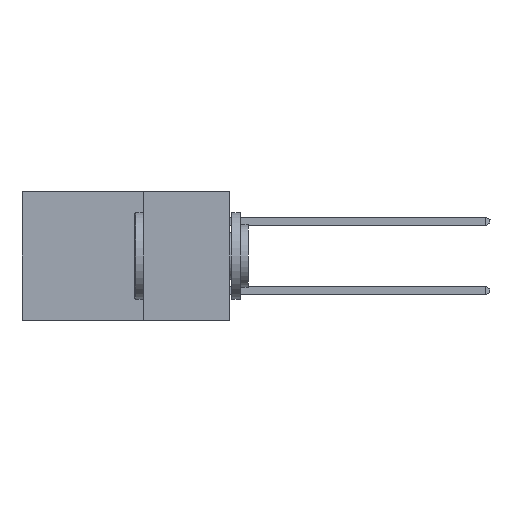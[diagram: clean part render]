
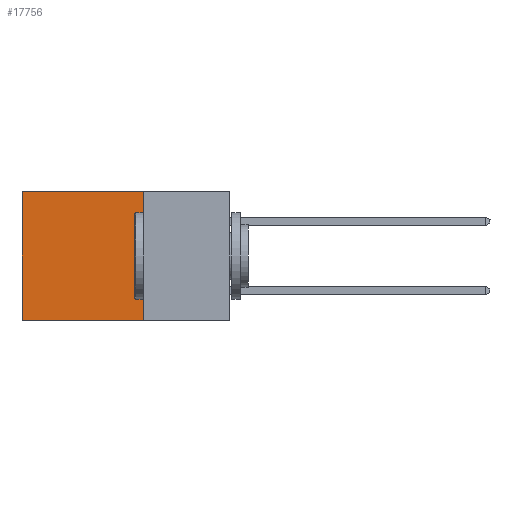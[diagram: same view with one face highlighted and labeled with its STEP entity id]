
A CAD part, left-side view. The second image highlights one B-rep face of the part: STEP entity #17756.
In plain terms, the highlighted planar face has unit normal (-1, 0, 0).
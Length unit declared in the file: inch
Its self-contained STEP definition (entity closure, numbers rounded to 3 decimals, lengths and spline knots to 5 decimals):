
#76 = CARTESIAN_POINT ( 'NONE',  ( 0.298, 0.25, 0. ) ) ;
#247 = EDGE_CURVE ( 'NONE', #15487, #6052, #12622, .T. ) ;
#736 = EDGE_CURVE ( 'NONE', #6052, #22453, #17581, .T. ) ;
#845 = CARTESIAN_POINT ( 'NONE',  ( 0.298, 0.25, 0. ) ) ;
#1578 = VECTOR ( 'NONE', #2472, 39.37008 ) ;
#1949 = EDGE_CURVE ( 'NONE', #4849, #22453, #13422, .T. ) ;
#2168 = CARTESIAN_POINT ( 'NONE',  ( 0.298, 0.6, -0.37 ) ) ;
#2472 = DIRECTION ( 'NONE',  ( 0., 1., 0. ) ) ;
#2691 = ORIENTED_EDGE ( 'NONE', *, *, #247, .T. ) ;
#3273 = ORIENTED_EDGE ( 'NONE', *, *, #1949, .F. ) ;
#3345 = LINE ( 'NONE', #76, #15726 ) ;
#4457 = PLANE ( 'NONE',  #20645 ) ;
#4530 = DIRECTION ( 'NONE',  ( 0., 0., -1. ) ) ;
#4849 = VERTEX_POINT ( 'NONE', #15432 ) ;
#6052 = VERTEX_POINT ( 'NONE', #13560 ) ;
#8523 = CARTESIAN_POINT ( 'NONE',  ( 0.298, 0.25, 0. ) ) ;
#8606 = ORIENTED_EDGE ( 'NONE', *, *, #10034, .F. ) ;
#8940 = ORIENTED_EDGE ( 'NONE', *, *, #736, .T. ) ;
#10034 = EDGE_CURVE ( 'NONE', #15487, #4849, #3345, .T. ) ;
#11540 = CARTESIAN_POINT ( 'NONE',  ( 0.298, 0.25, 0. ) ) ;
#11829 = EDGE_LOOP ( 'NONE', ( #8940, #3273, #8606, #2691 ) ) ;
#12622 = LINE ( 'NONE', #845, #15386 ) ;
#13422 = LINE ( 'NONE', #21865, #1578 ) ;
#13560 = CARTESIAN_POINT ( 'NONE',  ( 0.298, 0.6, 0. ) ) ;
#15082 = DIRECTION ( 'NONE',  ( 1., 0., 0. ) ) ;
#15087 = VECTOR ( 'NONE', #15098, 39.37008 ) ;
#15098 = DIRECTION ( 'NONE',  ( 0., 0., -1. ) ) ;
#15386 = VECTOR ( 'NONE', #20339, 39.37008 ) ;
#15432 = CARTESIAN_POINT ( 'NONE',  ( 0.298, 0.25, -0.37 ) ) ;
#15487 = VERTEX_POINT ( 'NONE', #8523 ) ;
#15726 = VECTOR ( 'NONE', #19505, 39.37008 ) ;
#17581 = LINE ( 'NONE', #18768, #15087 ) ;
#17756 = ADVANCED_FACE ( 'NONE', ( #20764 ), #4457, .F. ) ;
#18768 = CARTESIAN_POINT ( 'NONE',  ( 0.298, 0.6, 0. ) ) ;
#19505 = DIRECTION ( 'NONE',  ( 0., 0., -1. ) ) ;
#20339 = DIRECTION ( 'NONE',  ( 0., 1., 0. ) ) ;
#20645 = AXIS2_PLACEMENT_3D ( 'NONE', #11540, #15082, #4530 ) ;
#20764 = FACE_OUTER_BOUND ( 'NONE', #11829, .T. ) ;
#21865 = CARTESIAN_POINT ( 'NONE',  ( 0.298, 0.25, -0.37 ) ) ;
#22453 = VERTEX_POINT ( 'NONE', #2168 ) ;
